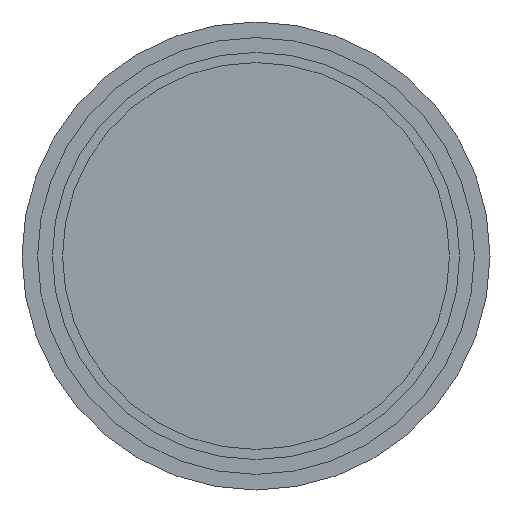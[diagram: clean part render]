
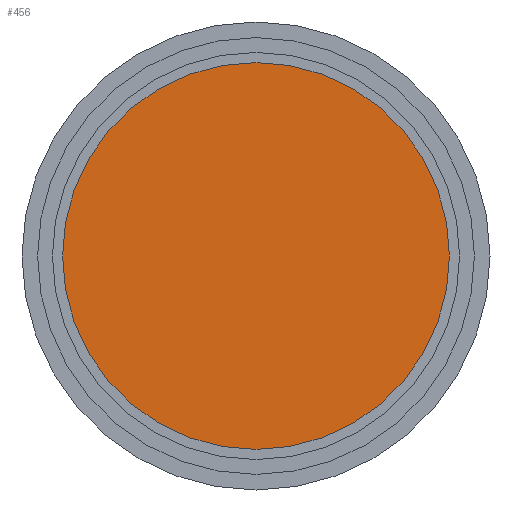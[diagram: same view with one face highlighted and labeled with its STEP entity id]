
A CAD part, left-side view. The second image highlights one B-rep face of the part: STEP entity #456.
In plain terms, the highlighted planar face has unit normal (-1, 0, 0).
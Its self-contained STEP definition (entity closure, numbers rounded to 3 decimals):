
#24 = ORIENTED_EDGE ( 'NONE', *, *, #1355, .T. ) ;
#29 = CARTESIAN_POINT ( 'NONE',  ( 3.2, 0., 0. ) ) ;
#112 = DIRECTION ( 'NONE',  ( -1., 0., 0. ) ) ;
#137 = CIRCLE ( 'NONE', #357, 31. ) ;
#152 = FACE_OUTER_BOUND ( 'NONE', #256, .T. ) ;
#256 = EDGE_LOOP ( 'NONE', ( #691, #24 ) ) ;
#349 = CARTESIAN_POINT ( 'NONE',  ( 3.2, 0., 31. ) ) ;
#357 = AXIS2_PLACEMENT_3D ( 'NONE', #418, #1321, #538 ) ;
#418 = CARTESIAN_POINT ( 'NONE',  ( 3.2, 0., 0. ) ) ;
#456 = ADVANCED_FACE ( 'NONE', ( #152 ), #1439, .T. ) ;
#463 = CIRCLE ( 'NONE', #1222, 31. ) ;
#538 = DIRECTION ( 'NONE',  ( 0., 0., 1. ) ) ;
#557 = EDGE_CURVE ( 'NONE', #1184, #1514, #137, .T. ) ;
#678 = DIRECTION ( 'NONE',  ( -1., 0., 0. ) ) ;
#691 = ORIENTED_EDGE ( 'NONE', *, *, #557, .T. ) ;
#756 = CARTESIAN_POINT ( 'NONE',  ( 3.2, 33., 0. ) ) ;
#1027 = DIRECTION ( 'NONE',  ( 0., 0., 1. ) ) ;
#1184 = VERTEX_POINT ( 'NONE', #349 ) ;
#1222 = AXIS2_PLACEMENT_3D ( 'NONE', #29, #678, #1613 ) ;
#1252 = AXIS2_PLACEMENT_3D ( 'NONE', #756, #112, #1027 ) ;
#1321 = DIRECTION ( 'NONE',  ( -1., 0., 0. ) ) ;
#1355 = EDGE_CURVE ( 'NONE', #1514, #1184, #463, .T. ) ;
#1377 = CARTESIAN_POINT ( 'NONE',  ( 3.2, 0., -31. ) ) ;
#1439 = PLANE ( 'NONE',  #1252 ) ;
#1514 = VERTEX_POINT ( 'NONE', #1377 ) ;
#1613 = DIRECTION ( 'NONE',  ( 0., 0., 1. ) ) ;
